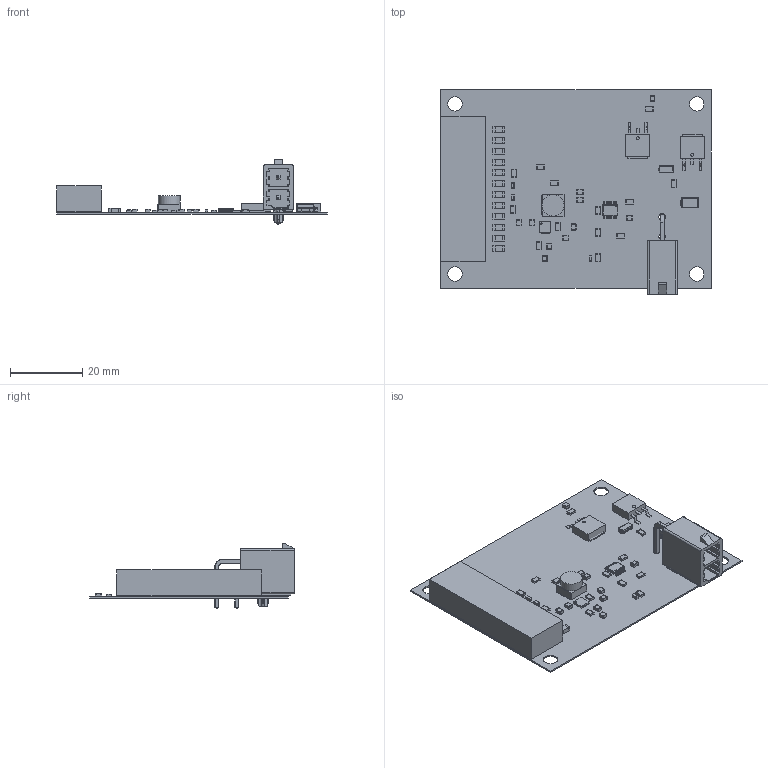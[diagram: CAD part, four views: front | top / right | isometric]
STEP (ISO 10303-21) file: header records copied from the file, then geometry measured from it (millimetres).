
FILE_DESCRIPTION(('Open CASCADE Model'),'2;1');
FILE_NAME('Open CASCADE Shape Model','2019-08-30T10:24:54',('Author'),( 'Open CASCADE'),'Open CASCADE STEP processor 6.8','Open CASCADE 6.8' ,'Unknown');
FILE_SCHEMA(('AUTOMOTIVE_DESIGN { 1 0 10303 214 1 1 1 1 }'));
Products named in the file (1): PCB
Bounding box: 75 x 56.6 x 18.13 mm (x, y, z)
Volume: 6676 mm3; surface area: 13331.2 mm2
Topology: 175 solids, 179 shells, 2378 faces, 5222 edges, 3086 vertices
Faces by surface type: plane 1697, cylinder 515, sphere 130, bspline 24, torus 8, cone 4
Full cylindrical faces by diameter (mm): 0.388 x2, 0.844 x2, 1 x24, 1.8 x2, 3 x1, 3.1 x2, 4 x4, 6 x1
Entity records: 65801 total; most frequent: CARTESIAN_POINT 13183, DIRECTION 10580, ORIENTED_EDGE 10168, EDGE_CURVE 5086, LINE 3990, VECTOR 3990, AXIS2_PLACEMENT_3D 3295, VERTEX_POINT 3074
